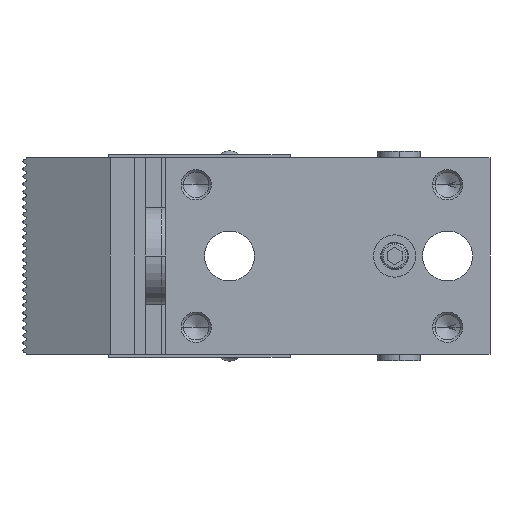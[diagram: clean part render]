
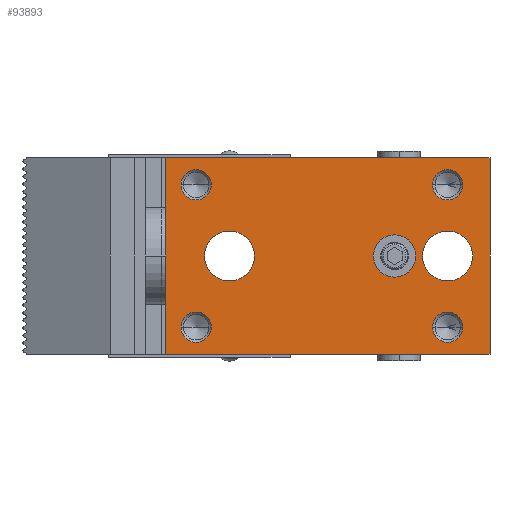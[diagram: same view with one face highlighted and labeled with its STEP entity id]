
A CAD part, front view. The second image highlights one B-rep face of the part: STEP entity #93893.
In plain terms, the highlighted planar face has unit normal (0, -1, 0).
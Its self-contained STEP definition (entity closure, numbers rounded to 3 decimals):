
#91778=DIRECTION('',(0.,0.,1.));
#91779=VECTOR('',#91778,65.);
#91780=CARTESIAN_POINT('',(-41.,0.,-32.5));
#91781=LINE('',#91780,#91779);
#91785=DIRECTION('',(1.,0.,0.));
#91786=VECTOR('',#91785,107.);
#91787=CARTESIAN_POINT('',(-41.,0.,32.5));
#91788=LINE('',#91787,#91786);
#91792=CARTESIAN_POINT('',(-20.,0.,0.));
#91793=DIRECTION('',(0.,-1.,0.));
#91794=DIRECTION('',(-1.,0.,0.));
#91795=AXIS2_PLACEMENT_3D('',#91792,#91793,#91794);
#91800=CARTESIAN_POINT('',(-20.,0.,0.));
#91801=DIRECTION('',(0.,-1.,0.));
#91802=DIRECTION('',(1.,0.,0.));
#91803=AXIS2_PLACEMENT_3D('',#91800,#91801,#91802);
#91808=CARTESIAN_POINT('',(34.5,0.,0.));
#91809=DIRECTION('',(0.,-1.,0.));
#91810=DIRECTION('',(-1.,0.,0.));
#91811=AXIS2_PLACEMENT_3D('',#91808,#91809,#91810);
#91816=CARTESIAN_POINT('',(34.5,0.,0.));
#91817=DIRECTION('',(0.,-1.,0.));
#91818=DIRECTION('',(1.,0.,0.));
#91819=AXIS2_PLACEMENT_3D('',#91816,#91817,#91818);
#91824=CARTESIAN_POINT('',(-31.,0.,-23.5));
#91825=DIRECTION('',(0.,-1.,0.));
#91826=DIRECTION('',(-1.,0.,0.));
#91827=AXIS2_PLACEMENT_3D('',#91824,#91825,#91826);
#91832=CARTESIAN_POINT('',(-31.,0.,-23.5));
#91833=DIRECTION('',(0.,-1.,0.));
#91834=DIRECTION('',(1.,0.,0.));
#91835=AXIS2_PLACEMENT_3D('',#91832,#91833,#91834);
#91840=CARTESIAN_POINT('',(52.,0.,-23.5));
#91841=DIRECTION('',(0.,-1.,0.));
#91842=DIRECTION('',(-1.,0.,0.));
#91843=AXIS2_PLACEMENT_3D('',#91840,#91841,#91842);
#91848=CARTESIAN_POINT('',(52.,0.,-23.5));
#91849=DIRECTION('',(0.,-1.,0.));
#91850=DIRECTION('',(1.,0.,0.));
#91851=AXIS2_PLACEMENT_3D('',#91848,#91849,#91850);
#91856=CARTESIAN_POINT('',(-31.,0.,23.5));
#91857=DIRECTION('',(0.,-1.,0.));
#91858=DIRECTION('',(-1.,0.,0.));
#91859=AXIS2_PLACEMENT_3D('',#91856,#91857,#91858);
#91864=CARTESIAN_POINT('',(-31.,0.,23.5));
#91865=DIRECTION('',(0.,-1.,0.));
#91866=DIRECTION('',(1.,0.,0.));
#91867=AXIS2_PLACEMENT_3D('',#91864,#91865,#91866);
#91872=CARTESIAN_POINT('',(52.,0.,23.5));
#91873=DIRECTION('',(0.,-1.,0.));
#91874=DIRECTION('',(-1.,0.,0.));
#91875=AXIS2_PLACEMENT_3D('',#91872,#91873,#91874);
#91880=CARTESIAN_POINT('',(52.,0.,23.5));
#91881=DIRECTION('',(0.,-1.,0.));
#91882=DIRECTION('',(1.,0.,0.));
#91883=AXIS2_PLACEMENT_3D('',#91880,#91881,#91882);
#91888=CARTESIAN_POINT('',(52.,0.,0.));
#91889=DIRECTION('',(0.,-1.,0.));
#91890=DIRECTION('',(-1.,0.,0.));
#91891=AXIS2_PLACEMENT_3D('',#91888,#91889,#91890);
#91896=CARTESIAN_POINT('',(52.,0.,0.));
#91897=DIRECTION('',(0.,-1.,0.));
#91898=DIRECTION('',(1.,0.,0.));
#91899=AXIS2_PLACEMENT_3D('',#91896,#91897,#91898);
#91925=DIRECTION('',(1.,0.,0.));
#91926=VECTOR('',#91925,107.);
#91927=CARTESIAN_POINT('',(-41.,0.,-32.5));
#91928=LINE('',#91927,#91926);
#91978=DIRECTION('',(0.,0.,1.));
#91979=VECTOR('',#91978,65.);
#91980=CARTESIAN_POINT('',(66.,0.,-32.5));
#91981=LINE('',#91980,#91979);
#93520=CARTESIAN_POINT('',(60.25,0.,0.));
#93522=VERTEX_POINT('',#93520);
#93523=CARTESIAN_POINT('',(43.75,0.,0.));
#93524=VERTEX_POINT('',#93523);
#93535=CARTESIAN_POINT('',(57.,0.,23.5));
#93536=VERTEX_POINT('',#93535);
#93537=CARTESIAN_POINT('',(47.,0.,23.5));
#93538=VERTEX_POINT('',#93537);
#93539=CARTESIAN_POINT('',(-41.,0.,-32.5));
#93540=CARTESIAN_POINT('',(66.,0.,-32.5));
#93541=VERTEX_POINT('',#93539);
#93542=VERTEX_POINT('',#93540);
#93543=CARTESIAN_POINT('',(-41.,0.,32.5));
#93544=VERTEX_POINT('',#93543);
#93545=CARTESIAN_POINT('',(66.,0.,32.5));
#93546=VERTEX_POINT('',#93545);
#93547=CARTESIAN_POINT('',(-28.25,0.,0.));
#93548=CARTESIAN_POINT('',(-11.75,0.,0.));
#93549=VERTEX_POINT('',#93547);
#93550=VERTEX_POINT('',#93548);
#93551=CARTESIAN_POINT('',(27.5,0.,0.));
#93552=CARTESIAN_POINT('',(41.5,0.,0.));
#93553=VERTEX_POINT('',#93551);
#93554=VERTEX_POINT('',#93552);
#93555=CARTESIAN_POINT('',(-36.,0.,-23.5));
#93556=CARTESIAN_POINT('',(-26.,0.,-23.5));
#93557=VERTEX_POINT('',#93555);
#93558=VERTEX_POINT('',#93556);
#93559=CARTESIAN_POINT('',(47.,0.,-23.5));
#93560=CARTESIAN_POINT('',(57.,0.,-23.5));
#93561=VERTEX_POINT('',#93559);
#93562=VERTEX_POINT('',#93560);
#93563=CARTESIAN_POINT('',(-36.,0.,23.5));
#93564=CARTESIAN_POINT('',(-26.,0.,23.5));
#93565=VERTEX_POINT('',#93563);
#93566=VERTEX_POINT('',#93564);
#93838=CARTESIAN_POINT('',(0.,0.,0.));
#93839=DIRECTION('',(0.,1.,0.));
#93840=DIRECTION('',(0.,0.,1.));
#93841=AXIS2_PLACEMENT_3D('',#93838,#93839,#93840);
#93842=PLANE('',#93841);
#93844=ORIENTED_EDGE('',*,*,#93843,.F.);
#93846=ORIENTED_EDGE('',*,*,#93845,.T.);
#93848=ORIENTED_EDGE('',*,*,#93847,.T.);
#93850=ORIENTED_EDGE('',*,*,#93849,.F.);
#93851=EDGE_LOOP('',(#93844,#93846,#93848,#93850));
#93852=FACE_OUTER_BOUND('',#93851,.F.);
#93854=ORIENTED_EDGE('',*,*,#93853,.T.);
#93856=ORIENTED_EDGE('',*,*,#93855,.T.);
#93857=EDGE_LOOP('',(#93854,#93856));
#93858=FACE_BOUND('',#93857,.F.);
#93860=ORIENTED_EDGE('',*,*,#93859,.T.);
#93862=ORIENTED_EDGE('',*,*,#93861,.T.);
#93863=EDGE_LOOP('',(#93860,#93862));
#93864=FACE_BOUND('',#93863,.F.);
#93865=ORIENTED_EDGE('',*,*,#93831,.T.);
#93866=ORIENTED_EDGE('',*,*,#93820,.T.);
#93867=EDGE_LOOP('',(#93865,#93866));
#93868=FACE_BOUND('',#93867,.F.);
#93870=ORIENTED_EDGE('',*,*,#93869,.T.);
#93872=ORIENTED_EDGE('',*,*,#93871,.T.);
#93873=EDGE_LOOP('',(#93870,#93872));
#93874=FACE_BOUND('',#93873,.F.);
#93876=ORIENTED_EDGE('',*,*,#93875,.T.);
#93878=ORIENTED_EDGE('',*,*,#93877,.T.);
#93879=EDGE_LOOP('',(#93876,#93878));
#93880=FACE_BOUND('',#93879,.F.);
#93882=ORIENTED_EDGE('',*,*,#93881,.T.);
#93884=ORIENTED_EDGE('',*,*,#93883,.T.);
#93885=EDGE_LOOP('',(#93882,#93884));
#93886=FACE_BOUND('',#93885,.F.);
#93888=ORIENTED_EDGE('',*,*,#93887,.T.);
#93890=ORIENTED_EDGE('',*,*,#93889,.T.);
#93891=EDGE_LOOP('',(#93888,#93890));
#93892=FACE_BOUND('',#93891,.F.);
#91796=CIRCLE('',#91795,8.25);
#91804=CIRCLE('',#91803,8.25);
#91812=CIRCLE('',#91811,7.);
#91820=CIRCLE('',#91819,7.);
#91828=CIRCLE('',#91827,5.);
#91836=CIRCLE('',#91835,5.);
#91844=CIRCLE('',#91843,5.);
#91852=CIRCLE('',#91851,5.);
#91860=CIRCLE('',#91859,5.);
#91868=CIRCLE('',#91867,5.);
#91876=CIRCLE('',#91875,5.);
#91884=CIRCLE('',#91883,5.);
#91892=CIRCLE('',#91891,8.25);
#91900=CIRCLE('',#91899,8.25);
#93820=EDGE_CURVE('',#93558,#93557,#91836,.T.);
#93831=EDGE_CURVE('',#93557,#93558,#91828,.T.);
#93843=EDGE_CURVE('',#93541,#93542,#91928,.T.);
#93845=EDGE_CURVE('',#93541,#93544,#91781,.T.);
#93847=EDGE_CURVE('',#93544,#93546,#91788,.T.);
#93849=EDGE_CURVE('',#93542,#93546,#91981,.T.);
#93853=EDGE_CURVE('',#93549,#93550,#91796,.T.);
#93855=EDGE_CURVE('',#93550,#93549,#91804,.T.);
#93859=EDGE_CURVE('',#93553,#93554,#91812,.T.);
#93861=EDGE_CURVE('',#93554,#93553,#91820,.T.);
#93869=EDGE_CURVE('',#93561,#93562,#91844,.T.);
#93871=EDGE_CURVE('',#93562,#93561,#91852,.T.);
#93875=EDGE_CURVE('',#93565,#93566,#91860,.T.);
#93877=EDGE_CURVE('',#93566,#93565,#91868,.T.);
#93881=EDGE_CURVE('',#93538,#93536,#91876,.T.);
#93883=EDGE_CURVE('',#93536,#93538,#91884,.T.);
#93887=EDGE_CURVE('',#93524,#93522,#91892,.T.);
#93889=EDGE_CURVE('',#93522,#93524,#91900,.T.);
#93893=ADVANCED_FACE('',(#93852,#93858,#93864,#93868,#93874,#93880,#93886,
#93892),#93842,.F.);
